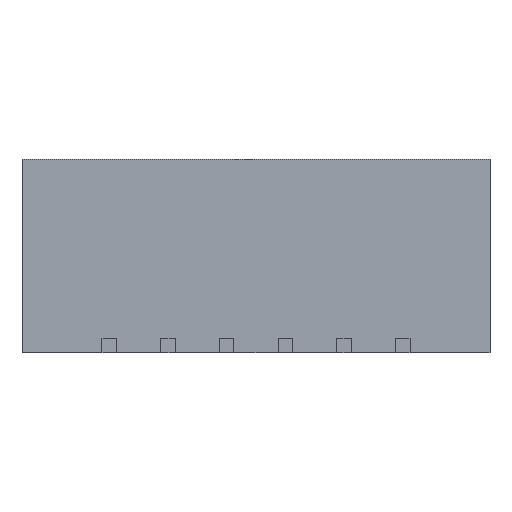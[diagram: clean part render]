
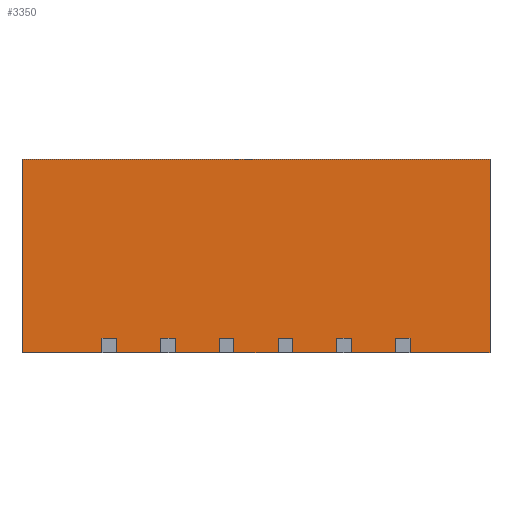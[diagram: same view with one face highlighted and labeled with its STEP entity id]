
A CAD part, front view. The second image highlights one B-rep face of the part: STEP entity #3350.
In plain terms, the highlighted planar face has unit normal (0, -1, 0).
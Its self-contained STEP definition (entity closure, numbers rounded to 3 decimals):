
#1610=CARTESIAN_POINT('',(-5.25,-5.0,0.5));
#1611=VERTEX_POINT('',#1610);
#1612=CARTESIAN_POINT('',(-4.75,-5.0,0.5));
#1613=VERTEX_POINT('',#1612);
#1614=CARTESIAN_POINT('',(-5.0,-5.0,0.5));
#1615=DIRECTION('',(1.0,0.0,0.0));
#1616=VECTOR('',#1615,1.0);
#1617=LINE('',#1614,#1616);
#1618=EDGE_CURVE('n� 1890',#1611,#1613,#1617,.T.);
#1650=CARTESIAN_POINT('',(-3.25,-5.0,0.5));
#1651=VERTEX_POINT('',#1650);
#1652=CARTESIAN_POINT('',(-2.75,-5.0,0.5));
#1653=VERTEX_POINT('',#1652);
#1654=CARTESIAN_POINT('',(-3.0,-5.0,0.5));
#1655=DIRECTION('',(1.0,0.0,0.0));
#1656=VECTOR('',#1655,1.0);
#1657=LINE('',#1654,#1656);
#1658=EDGE_CURVE('n� 1869',#1651,#1653,#1657,.T.);
#1690=CARTESIAN_POINT('',(-1.25,-5.0,0.5));
#1691=VERTEX_POINT('',#1690);
#1692=CARTESIAN_POINT('',(-0.75,-5.0,0.5));
#1693=VERTEX_POINT('',#1692);
#1694=CARTESIAN_POINT('',(-1.0,-5.0,0.5));
#1695=DIRECTION('',(1.0,0.0,0.0));
#1696=VECTOR('',#1695,1.0);
#1697=LINE('',#1694,#1696);
#1698=EDGE_CURVE('n� 1848',#1691,#1693,#1697,.T.);
#1730=CARTESIAN_POINT('',(0.75,-5.0,0.5));
#1731=VERTEX_POINT('',#1730);
#1732=CARTESIAN_POINT('',(1.25,-5.0,0.5));
#1733=VERTEX_POINT('',#1732);
#1734=CARTESIAN_POINT('',(1.0,-5.0,0.5));
#1735=DIRECTION('',(1.0,0.0,0.0));
#1736=VECTOR('',#1735,1.0);
#1737=LINE('',#1734,#1736);
#1738=EDGE_CURVE('n� 1827',#1731,#1733,#1737,.T.);
#1770=CARTESIAN_POINT('',(2.75,-5.0,0.5));
#1771=VERTEX_POINT('',#1770);
#1772=CARTESIAN_POINT('',(3.25,-5.0,0.5));
#1773=VERTEX_POINT('',#1772);
#1774=CARTESIAN_POINT('',(3.0,-5.0,0.5));
#1775=DIRECTION('',(1.0,0.0,0.0));
#1776=VECTOR('',#1775,1.0);
#1777=LINE('',#1774,#1776);
#1778=EDGE_CURVE('n� 1806',#1771,#1773,#1777,.T.);
#1810=CARTESIAN_POINT('',(4.75,-5.0,0.5));
#1811=VERTEX_POINT('',#1810);
#1812=CARTESIAN_POINT('',(5.25,-5.0,0.5));
#1813=VERTEX_POINT('',#1812);
#1814=CARTESIAN_POINT('',(5.0,-5.0,0.5));
#1815=DIRECTION('',(1.0,0.0,0.0));
#1816=VECTOR('',#1815,1.0);
#1817=LINE('',#1814,#1816);
#1818=EDGE_CURVE('n� 1785',#1811,#1813,#1817,.T.);
#2244=CARTESIAN_POINT('',(-5.25,-5.,-0.0));
#2245=VERTEX_POINT('',#2244);
#2246=CARTESIAN_POINT('',(-5.25,-5.0,0.25));
#2247=DIRECTION('',(0.0,0.,-1.0));
#2248=VECTOR('',#2247,1.0);
#2249=LINE('',#2246,#2248);
#2250=EDGE_CURVE('n� 1453',#1611,#2245,#2249,.T.);
#2291=CARTESIAN_POINT('',(-4.75,-5.,-0.0));
#2292=VERTEX_POINT('',#2291);
#2299=CARTESIAN_POINT('',(-4.75,-5.0,0.25));
#2300=DIRECTION('',(0.0,0.,1.0));
#2301=VECTOR('',#2300,1.0);
#2302=LINE('',#2299,#2301);
#2303=EDGE_CURVE('n� 1411',#2292,#1613,#2302,.T.);
#2323=CARTESIAN_POINT('',(-3.25,-5.,-0.0));
#2324=VERTEX_POINT('',#2323);
#2325=CARTESIAN_POINT('',(-3.25,-5.0,0.25));
#2326=DIRECTION('',(0.0,0.,-1.0));
#2327=VECTOR('',#2326,1.0);
#2328=LINE('',#2325,#2327);
#2329=EDGE_CURVE('n� 1390',#1651,#2324,#2328,.T.);
#2370=CARTESIAN_POINT('',(-2.75,-5.,-0.0));
#2371=VERTEX_POINT('',#2370);
#2378=CARTESIAN_POINT('',(-2.75,-5.0,0.25));
#2379=DIRECTION('',(0.0,0.,1.0));
#2380=VECTOR('',#2379,1.0);
#2381=LINE('',#2378,#2380);
#2382=EDGE_CURVE('n� 1348',#2371,#1653,#2381,.T.);
#2402=CARTESIAN_POINT('',(-1.25,-5.,-0.0));
#2403=VERTEX_POINT('',#2402);
#2404=CARTESIAN_POINT('',(-1.25,-5.0,0.25));
#2405=DIRECTION('',(0.0,0.,-1.0));
#2406=VECTOR('',#2405,1.0);
#2407=LINE('',#2404,#2406);
#2408=EDGE_CURVE('n� 1327',#1691,#2403,#2407,.T.);
#2449=CARTESIAN_POINT('',(-0.75,-5.,-0.0));
#2450=VERTEX_POINT('',#2449);
#2457=CARTESIAN_POINT('',(-0.75,-5.0,0.25));
#2458=DIRECTION('',(0.0,0.,1.0));
#2459=VECTOR('',#2458,1.0);
#2460=LINE('',#2457,#2459);
#2461=EDGE_CURVE('n� 1285',#2450,#1693,#2460,.T.);
#2481=CARTESIAN_POINT('',(0.75,-5.,-0.0));
#2482=VERTEX_POINT('',#2481);
#2483=CARTESIAN_POINT('',(0.75,-5.0,0.25));
#2484=DIRECTION('',(0.0,0.,-1.0));
#2485=VECTOR('',#2484,1.0);
#2486=LINE('',#2483,#2485);
#2487=EDGE_CURVE('n� 1264',#1731,#2482,#2486,.T.);
#2528=CARTESIAN_POINT('',(1.25,-5.,-0.0));
#2529=VERTEX_POINT('',#2528);
#2536=CARTESIAN_POINT('',(1.25,-5.0,0.25));
#2537=DIRECTION('',(0.0,0.,1.0));
#2538=VECTOR('',#2537,1.0);
#2539=LINE('',#2536,#2538);
#2540=EDGE_CURVE('n� 1222',#2529,#1733,#2539,.T.);
#2560=CARTESIAN_POINT('',(2.75,-5.,-0.0));
#2561=VERTEX_POINT('',#2560);
#2562=CARTESIAN_POINT('',(2.75,-5.0,0.25));
#2563=DIRECTION('',(0.0,0.,-1.0));
#2564=VECTOR('',#2563,1.0);
#2565=LINE('',#2562,#2564);
#2566=EDGE_CURVE('n� 1201',#1771,#2561,#2565,.T.);
#2607=CARTESIAN_POINT('',(3.25,-5.,-0.0));
#2608=VERTEX_POINT('',#2607);
#2615=CARTESIAN_POINT('',(3.25,-5.0,0.25));
#2616=DIRECTION('',(0.0,0.,1.0));
#2617=VECTOR('',#2616,1.0);
#2618=LINE('',#2615,#2617);
#2619=EDGE_CURVE('n� 1159',#2608,#1773,#2618,.T.);
#2639=CARTESIAN_POINT('',(4.75,-5.,-0.0));
#2640=VERTEX_POINT('',#2639);
#2641=CARTESIAN_POINT('',(4.75,-5.0,0.25));
#2642=DIRECTION('',(0.0,0.,-1.0));
#2643=VECTOR('',#2642,1.0);
#2644=LINE('',#2641,#2643);
#2645=EDGE_CURVE('n� 1138',#1811,#2640,#2644,.T.);
#2686=CARTESIAN_POINT('',(5.25,-5.,-0.0));
#2687=VERTEX_POINT('',#2686);
#2694=CARTESIAN_POINT('',(5.25,-5.0,0.25));
#2695=DIRECTION('',(0.0,0.,1.0));
#2696=VECTOR('',#2695,1.0);
#2697=LINE('',#2694,#2696);
#2698=EDGE_CURVE('n� 1096',#2687,#1813,#2697,.T.);
#3039=CARTESIAN_POINT('',(-7.975,-5.0,6.6));
#3040=VERTEX_POINT('',#3039);
#3047=CARTESIAN_POINT('',(7.975,-5.0,6.6));
#3048=VERTEX_POINT('',#3047);
#3049=CARTESIAN_POINT('',(0.0,-5.0,6.6));
#3050=DIRECTION('',(1.0,0.0,0.0));
#3051=VECTOR('',#3050,1.0);
#3052=LINE('',#3049,#3051);
#3053=EDGE_CURVE('n� 364',#3040,#3048,#3052,.T.);
#3073=CARTESIAN_POINT('',(7.975,-5.,-0.0));
#3074=VERTEX_POINT('',#3073);
#3075=CARTESIAN_POINT('',(7.975,-5.0,3.3));
#3076=DIRECTION('',(0.0,0.,-1.0));
#3077=VECTOR('',#3076,1.0);
#3078=LINE('',#3075,#3077);
#3079=EDGE_CURVE('n� 363',#3048,#3074,#3078,.T.);
#3098=CARTESIAN_POINT('',(0.0,-5.0,-0.0));
#3099=DIRECTION('',(-1.0,-0.0,-0.0));
#3100=VECTOR('',#3099,1.0);
#3101=LINE('',#3098,#3100);
#3102=EDGE_CURVE('n� 386',#2640,#2608,#3101,.T.);
#3107=CARTESIAN_POINT('',(0.0,-5.0,-0.0));
#3108=DIRECTION('',(-1.0,-0.0,-0.0));
#3109=VECTOR('',#3108,1.0);
#3110=LINE('',#3107,#3109);
#3111=EDGE_CURVE('n� 382',#2561,#2529,#3110,.T.);
#3116=CARTESIAN_POINT('',(0.0,-5.0,-0.0));
#3117=DIRECTION('',(-1.0,-0.0,-0.0));
#3118=VECTOR('',#3117,1.0);
#3119=LINE('',#3116,#3118);
#3120=EDGE_CURVE('n� 378',#2482,#2450,#3119,.T.);
#3125=CARTESIAN_POINT('',(0.0,-5.0,-0.0));
#3126=DIRECTION('',(-1.0,-0.0,-0.0));
#3127=VECTOR('',#3126,1.0);
#3128=LINE('',#3125,#3127);
#3129=EDGE_CURVE('n� 374',#2403,#2371,#3128,.T.);
#3134=CARTESIAN_POINT('',(0.0,-5.0,-0.0));
#3135=DIRECTION('',(-1.0,-0.0,-0.0));
#3136=VECTOR('',#3135,1.0);
#3137=LINE('',#3134,#3136);
#3138=EDGE_CURVE('n� 370',#2324,#2292,#3137,.T.);
#3143=CARTESIAN_POINT('',(-7.975,-5.,-0.0));
#3144=VERTEX_POINT('',#3143);
#3145=CARTESIAN_POINT('',(0.0,-5.0,-0.0));
#3146=DIRECTION('',(-1.0,0.,0.0));
#3147=VECTOR('',#3146,1.0);
#3148=LINE('',#3145,#3147);
#3149=EDGE_CURVE('n� 366',#2245,#3144,#3148,.T.);
#3179=CARTESIAN_POINT('',(0.0,-5.0,-0.0));
#3180=DIRECTION('',(-1.0,-0.0,-0.0));
#3181=VECTOR('',#3180,1.0);
#3182=LINE('',#3179,#3181);
#3183=EDGE_CURVE('n� 362',#3074,#2687,#3182,.T.);
#3310=ORIENTED_EDGE('',*,*,#2698,.F.);
#3311=ORIENTED_EDGE('',*,*,#3183,.F.);
#3312=ORIENTED_EDGE('',*,*,#3079,.F.);
#3313=ORIENTED_EDGE('',*,*,#3053,.F.);
#3314=CARTESIAN_POINT('',(-7.975,-5.0,3.3));
#3315=DIRECTION('',(0.0,0.,1.0));
#3316=VECTOR('',#3315,1.0);
#3317=LINE('',#3314,#3316);
#3318=EDGE_CURVE('n� 247',#3144,#3040,#3317,.T.);
#3319=ORIENTED_EDGE('',*,*,#3318,.F.);
#3320=ORIENTED_EDGE('',*,*,#3149,.F.);
#3321=ORIENTED_EDGE('',*,*,#2250,.F.);
#3322=ORIENTED_EDGE('',*,*,#1618,.T.);
#3323=ORIENTED_EDGE('',*,*,#2303,.F.);
#3324=ORIENTED_EDGE('',*,*,#3138,.F.);
#3325=ORIENTED_EDGE('',*,*,#2329,.F.);
#3326=ORIENTED_EDGE('',*,*,#1658,.T.);
#3327=ORIENTED_EDGE('',*,*,#2382,.F.);
#3328=ORIENTED_EDGE('',*,*,#3129,.F.);
#3329=ORIENTED_EDGE('',*,*,#2408,.F.);
#3330=ORIENTED_EDGE('',*,*,#1698,.T.);
#3331=ORIENTED_EDGE('',*,*,#2461,.F.);
#3332=ORIENTED_EDGE('',*,*,#3120,.F.);
#3333=ORIENTED_EDGE('',*,*,#2487,.F.);
#3334=ORIENTED_EDGE('',*,*,#1738,.T.);
#3335=ORIENTED_EDGE('',*,*,#2540,.F.);
#3336=ORIENTED_EDGE('',*,*,#3111,.F.);
#3337=ORIENTED_EDGE('',*,*,#2566,.F.);
#3338=ORIENTED_EDGE('',*,*,#1778,.T.);
#3339=ORIENTED_EDGE('',*,*,#2619,.F.);
#3340=ORIENTED_EDGE('',*,*,#3102,.F.);
#3341=ORIENTED_EDGE('',*,*,#2645,.F.);
#3342=ORIENTED_EDGE('',*,*,#1818,.T.);
#3343=EDGE_LOOP('',(
    #3310,#3311,#3312,#3313,#3319,#3320,#3321,#3322,#3323,#3324,
    #3325,#3326,#3327,#3328,#3329,#3330,#3331,#3332,#3333,#3334,
    #3335,#3336,#3337,#3338,#3339,#3340,#3341,#3342));
#3344=FACE_OUTER_BOUND('',#3343,.T.);
#3345=CARTESIAN_POINT('',(7.975,-5.0,-0.0));
#3346=DIRECTION('',(-0.0,1.0,0.0));
#3347=DIRECTION('',(-1.0,-0.0,-0.0));
#3348=AXIS2_PLACEMENT_3D('',#3345,#3346,#3347);
#3349=PLANE('',#3348);
#3350=ADVANCED_FACE('n� 357',(#3344),#3349,.F.);
